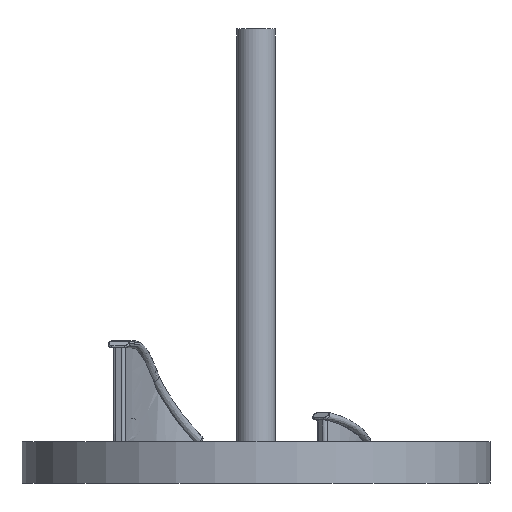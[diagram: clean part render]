
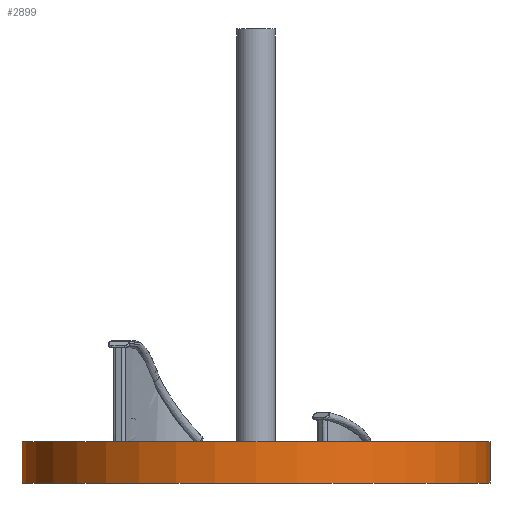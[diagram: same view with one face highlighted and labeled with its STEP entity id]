
A CAD part, front view. The second image highlights one B-rep face of the part: STEP entity #2899.
In plain terms, the highlighted cylindrical face has radius 18 mm (diameter 36 mm), a partial arc.
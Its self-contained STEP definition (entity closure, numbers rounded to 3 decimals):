
#97 = EDGE_CURVE ( 'NONE', #1615, #700, #1501, .T. ) ;
#191 = FACE_OUTER_BOUND ( 'NONE', #856, .T. ) ;
#249 = CARTESIAN_POINT ( 'NONE',  ( -18., 0., -3.175 ) ) ;
#368 = ORIENTED_EDGE ( 'NONE', *, *, #1142, .F. ) ;
#409 = CARTESIAN_POINT ( 'NONE',  ( 0., 0., 0. ) ) ;
#480 = VECTOR ( 'NONE', #1277, 1000. ) ;
#637 = AXIS2_PLACEMENT_3D ( 'NONE', #676, #709, #1449 ) ;
#676 = CARTESIAN_POINT ( 'NONE',  ( 0., 0., -3.175 ) ) ;
#700 = VERTEX_POINT ( 'NONE', #1805 ) ;
#709 = DIRECTION ( 'NONE',  ( 0., 0., 1. ) ) ;
#856 = EDGE_LOOP ( 'NONE', ( #368, #1204, #1742, #1471 ) ) ;
#1142 = EDGE_CURVE ( 'NONE', #1147, #1615, #2016, .T. ) ;
#1147 = VERTEX_POINT ( 'NONE', #2000 ) ;
#1204 = ORIENTED_EDGE ( 'NONE', *, *, #2801, .T. ) ;
#1206 = DIRECTION ( 'NONE',  ( 0., 0., 1. ) ) ;
#1277 = DIRECTION ( 'NONE',  ( 0., 0., 1. ) ) ;
#1421 = LINE ( 'NONE', #1739, #3228 ) ;
#1434 = DIRECTION ( 'NONE',  ( 0., 0., 1. ) ) ;
#1449 = DIRECTION ( 'NONE',  ( 1., 0., 0. ) ) ;
#1471 = ORIENTED_EDGE ( 'NONE', *, *, #97, .F. ) ;
#1501 = CIRCLE ( 'NONE', #2530, 18. ) ;
#1612 = DIRECTION ( 'NONE',  ( 1., 0., 0. ) ) ;
#1615 = VERTEX_POINT ( 'NONE', #1760 ) ;
#1739 = CARTESIAN_POINT ( 'NONE',  ( 18., 0., -3.175 ) ) ;
#1742 = ORIENTED_EDGE ( 'NONE', *, *, #2473, .T. ) ;
#1760 = CARTESIAN_POINT ( 'NONE',  ( -18., 0., 0. ) ) ;
#1798 = VERTEX_POINT ( 'NONE', #2692 ) ;
#1805 = CARTESIAN_POINT ( 'NONE',  ( 18., 0., 0. ) ) ;
#1865 = DIRECTION ( 'NONE',  ( 0., 0., 1. ) ) ;
#2000 = CARTESIAN_POINT ( 'NONE',  ( -18., 0., -3.175 ) ) ;
#2016 = LINE ( 'NONE', #249, #480 ) ;
#2102 = CIRCLE ( 'NONE', #637, 18. ) ;
#2246 = CYLINDRICAL_SURFACE ( 'NONE', #2420, 18. ) ;
#2420 = AXIS2_PLACEMENT_3D ( 'NONE', #3278, #1865, #1612 ) ;
#2464 = DIRECTION ( 'NONE',  ( 1., 0., 0. ) ) ;
#2473 = EDGE_CURVE ( 'NONE', #1798, #700, #1421, .T. ) ;
#2530 = AXIS2_PLACEMENT_3D ( 'NONE', #409, #1434, #2464 ) ;
#2692 = CARTESIAN_POINT ( 'NONE',  ( 18., 0., -3.175 ) ) ;
#2801 = EDGE_CURVE ( 'NONE', #1147, #1798, #2102, .T. ) ;
#2899 = ADVANCED_FACE ( 'NONE', ( #191 ), #2246, .T. ) ;
#3228 = VECTOR ( 'NONE', #1206, 1000. ) ;
#3278 = CARTESIAN_POINT ( 'NONE',  ( 0., 0., -3.175 ) ) ;
